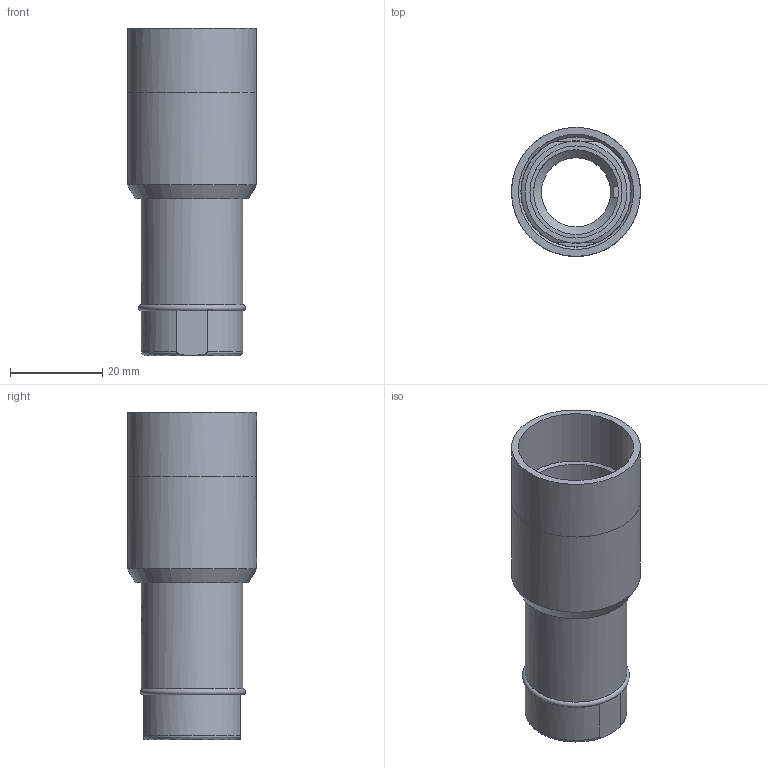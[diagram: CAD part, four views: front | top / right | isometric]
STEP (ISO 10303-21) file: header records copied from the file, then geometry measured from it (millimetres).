
FILE_DESCRIPTION(/* description */ (''),/* implementation_level */ '2;1');
FILE_NAME(/* name */ '100095232ugm000_b.stp',/* time_stamp */ '2017-02-28T08:43:03+01:00',/* author */ (''),/* organization */ (''),/* preprocessor_version */ 'ST-DEVELOPER v16',/* originating_system */ 'SIEMENS PLM Software NX 10.0',/* authorisation */ '');
FILE_SCHEMA (('AUTOMOTIVE_DESIGN { 1 0 10303 214 3 1 1 1 }'));
Length unit declared in the file: millimetre
Products named in the file (1): 100095232ugm000_b
Bounding box: 28 x 28 x 71 mm (x, y, z)
Volume: 11992.2 mm3; surface area: 13982.5 mm2
Topology: 1 solids, 1 shells, 77 faces, 240 edges, 187 vertices
Faces by surface type: cylinder 34, plane 28, cone 8, bspline 6, torus 1
Full cylindrical faces by diameter (mm): 15 x1, 18.4 x1, 18.6 x1, 20 x1, 21.3 x1, 22 x2, 22.3 x1, 23.8 x1, 23.95 x1, 25 x1, 28 x2
Entity records: 3380 total; most frequent: CARTESIAN_POINT 1230, ORIENTED_EDGE 406, DIRECTION 381, EDGE_CURVE 203, VERTEX_POINT 173, AXIS2_PLACEMENT_3D 158, EDGE_LOOP 124, CIRCLE 84
